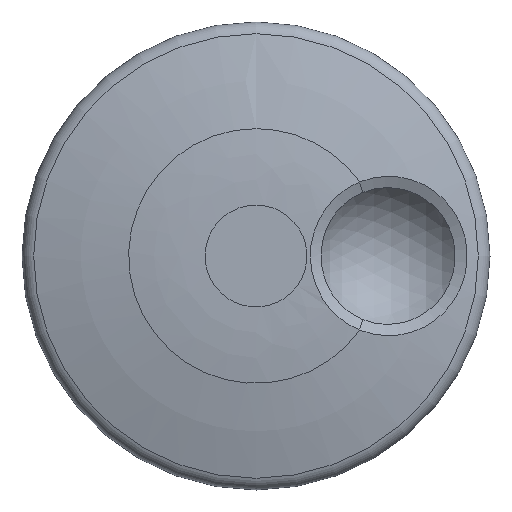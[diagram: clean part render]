
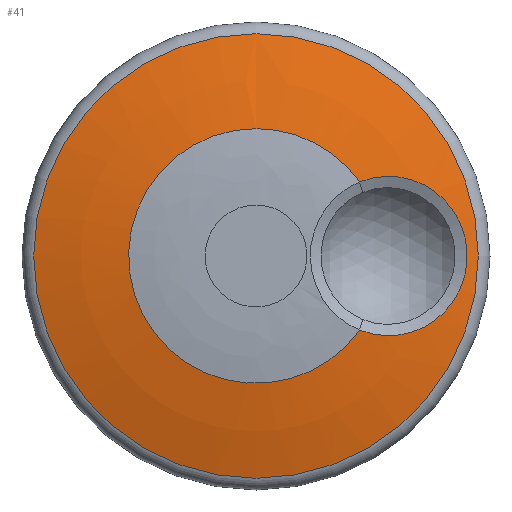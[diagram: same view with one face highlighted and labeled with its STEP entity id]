
A CAD part, front view. The second image highlights one B-rep face of the part: STEP entity #41.
In plain terms, the highlighted spherical face has radius 50 mm.
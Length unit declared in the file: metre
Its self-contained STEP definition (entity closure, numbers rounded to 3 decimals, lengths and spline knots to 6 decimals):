
#41 = ADVANCED_FACE( '', ( #92, #93 ), #94, .T. );
#92 = FACE_OUTER_BOUND( '', #158, .T. );
#93 = FACE_OUTER_BOUND( '', #159, .T. );
#94 = SPHERICAL_SURFACE( '', #160, 0.05 );
#158 = EDGE_LOOP( '', ( #271 ) );
#159 = EDGE_LOOP( '', ( #272, #273 ) );
#160 = AXIS2_PLACEMENT_3D( '', #274, #275, #276 );
#271 = ORIENTED_EDGE( '', *, *, #381, .T. );
#272 = ORIENTED_EDGE( '', *, *, #382, .T. );
#273 = ORIENTED_EDGE( '', *, *, #383, .T. );
#274 = CARTESIAN_POINT( '', ( 0.086527, -0.052896, -0.083039 ) );
#275 = DIRECTION( '', ( 0., -1., 0. ) );
#276 = DIRECTION( '', ( -1., 0., 0. ) );
#381 = EDGE_CURVE( '', #422, #422, #423, .F. );
#382 = EDGE_CURVE( '', #424, #425, #426, .T. );
#383 = EDGE_CURVE( '', #425, #424, #427, .T. );
#422 = VERTEX_POINT( '', #480 );
#423 = CIRCLE( '', #481, 0.013776 );
#424 = VERTEX_POINT( '', #482 );
#425 = VERTEX_POINT( '', #483 );
#426 = CIRCLE( '', #484, 0.007891 );
#427 = CIRCLE( '', #485, 0.004937 );
#480 = CARTESIAN_POINT( '', ( 0.086527, -0.100961, -0.069264 ) );
#481 = AXIS2_PLACEMENT_3D( '', #613, #614, #615 );
#482 = CARTESIAN_POINT( '', ( 0.092947, -0.10227, -0.087627 ) );
#483 = CARTESIAN_POINT( '', ( 0.092947, -0.10227, -0.078451 ) );
#484 = AXIS2_PLACEMENT_3D( '', #616, #617, #618 );
#485 = AXIS2_PLACEMENT_3D( '', #619, #620, #621 );
#613 = CARTESIAN_POINT( '', ( 0.086527, -0.100961, -0.083039 ) );
#614 = DIRECTION( '', ( 0., 1., 0. ) );
#615 = DIRECTION( '', ( 0., 0., 1. ) );
#616 = CARTESIAN_POINT( '', ( 0.086527, -0.10227, -0.083039 ) );
#617 = DIRECTION( '', ( 0., 1., 0. ) );
#618 = DIRECTION( '', ( 0., 0., 1. ) );
#619 = CARTESIAN_POINT( '', ( 0.094745, -0.101968, -0.083039 ) );
#620 = DIRECTION( '', ( -0.165, 0.986, 0. ) );
#621 = DIRECTION( '', ( -0.986, -0.165, 0. ) );
